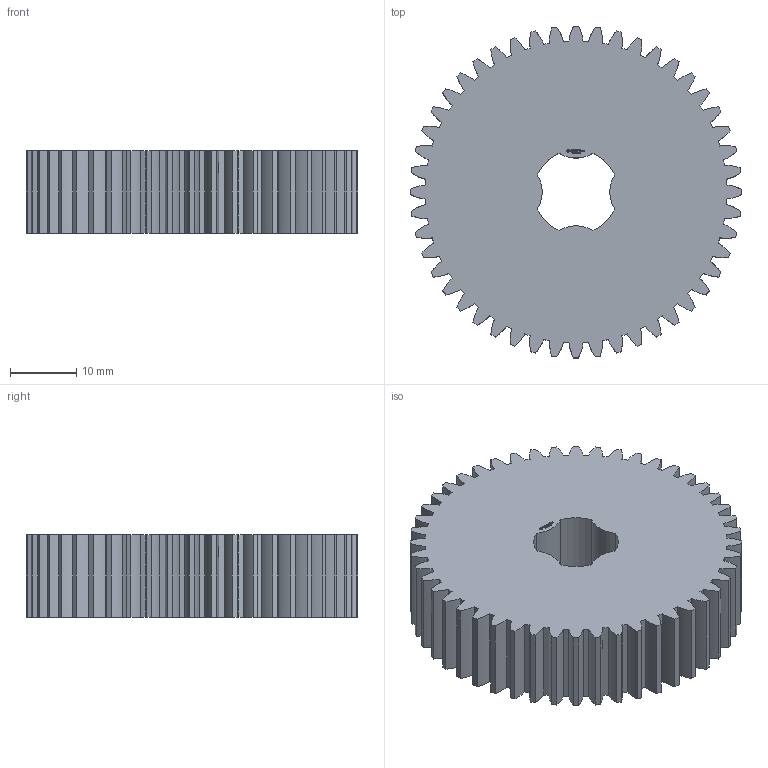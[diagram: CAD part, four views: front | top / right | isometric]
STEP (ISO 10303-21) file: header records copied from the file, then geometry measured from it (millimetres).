
FILE_DESCRIPTION(('FreeCAD Model'),'2;1');
FILE_NAME('Open CASCADE Shape Model','2024-03-10T18:04:14',(''),(''), 'Open CASCADE STEP processor 7.6','FreeCAD','Unknown');
FILE_SCHEMA(('AUTOMOTIVE_DESIGN { 1 0 10303 214 1 1 1 1 }'));
Length unit declared in the file: millimetre
Products named in the file (1): Gear Wheel PLN TTH48 BU01.00 SFT-SHD - SPN-GWH-0172 (stemfie.org)
Bounding box: 49.99 x 49.99 x 12.5 mm (x, y, z)
Volume: 21095.8 mm3; surface area: 7710.4 mm2
Topology: 1 solids, 1 shells, 634 faces, 1809 edges, 1206 vertices
Faces by surface type: plane 324, extrusion 302, cylinder 8
Entity records: 57467 total; most frequent: CARTESIAN_POINT 18938, DIRECTION 5203, VECTOR 4489, LINE 4187, ORIENTED_EDGE 3618, PCURVE 3618, DEFINITIONAL_REPRESENTATION 3618, EDGE_CURVE 1809
